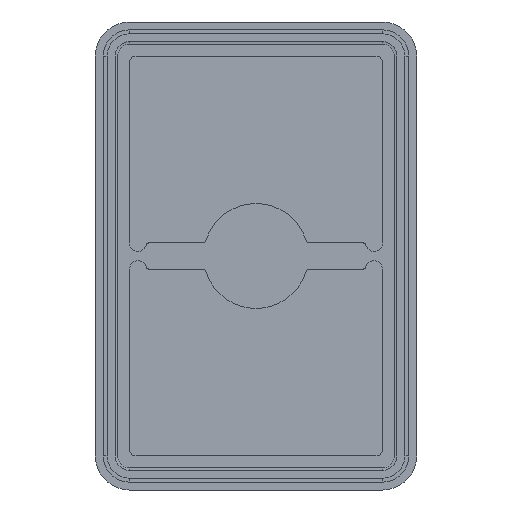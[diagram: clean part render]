
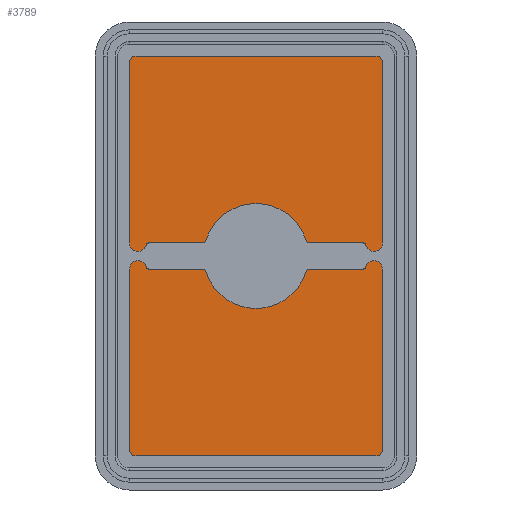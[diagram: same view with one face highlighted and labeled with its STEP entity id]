
A CAD part, front view. The second image highlights one B-rep face of the part: STEP entity #3789.
In plain terms, the highlighted planar face has unit normal (0, -1, 0).
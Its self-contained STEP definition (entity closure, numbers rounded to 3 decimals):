
#2 = EDGE_CURVE ( 'NONE', #618, #264, #835, .T. ) ;
#34 = VECTOR ( 'NONE', #295, 1000. ) ;
#133 = FACE_OUTER_BOUND ( 'NONE', #3779, .T. ) ;
#135 = CARTESIAN_POINT ( 'NONE',  ( -10.05, 0., 16.15 ) ) ;
#136 = VERTEX_POINT ( 'NONE', #4216 ) ;
#222 = EDGE_CURVE ( 'NONE', #535, #136, #394, .T. ) ;
#260 = DIRECTION ( 'NONE',  ( 0., 1., 0. ) ) ;
#264 = VERTEX_POINT ( 'NONE', #135 ) ;
#289 = CARTESIAN_POINT ( 'NONE',  ( 10.55, 0., 15.65 ) ) ;
#295 = DIRECTION ( 'NONE',  ( 0., 0., -1. ) ) ;
#297 = CARTESIAN_POINT ( 'NONE',  ( 10.05, 0., 16.15 ) ) ;
#330 = CIRCLE ( 'NONE', #344, 0.5 ) ;
#344 = AXIS2_PLACEMENT_3D ( 'NONE', #3172, #990, #3533 ) ;
#394 = LINE ( 'NONE', #4334, #3186 ) ;
#497 = ORIENTED_EDGE ( 'NONE', *, *, #2655, .T. ) ;
#533 = ORIENTED_EDGE ( 'NONE', *, *, #3055, .F. ) ;
#535 = VERTEX_POINT ( 'NONE', #3892 ) ;
#542 = AXIS2_PLACEMENT_3D ( 'NONE', #4320, #2153, #4685 ) ;
#574 = CARTESIAN_POINT ( 'NONE',  ( 10.05, 0., -16.15 ) ) ;
#618 = VERTEX_POINT ( 'NONE', #297 ) ;
#714 = ORIENTED_EDGE ( 'NONE', *, *, #1160, .F. ) ;
#770 = LINE ( 'NONE', #1687, #3333 ) ;
#809 = DIRECTION ( 'NONE',  ( 0., 0., -1. ) ) ;
#835 = LINE ( 'NONE', #4516, #4581 ) ;
#990 = DIRECTION ( 'NONE',  ( 0., -1., 0. ) ) ;
#1004 = LINE ( 'NONE', #2104, #34 ) ;
#1082 = PLANE ( 'NONE',  #2767 ) ;
#1105 = DIRECTION ( 'NONE',  ( 0., 0., -1. ) ) ;
#1160 = EDGE_CURVE ( 'NONE', #1218, #3438, #1004, .T. ) ;
#1218 = VERTEX_POINT ( 'NONE', #289 ) ;
#1687 = CARTESIAN_POINT ( 'NONE',  ( 10.05, 0., -16.15 ) ) ;
#1697 = EDGE_CURVE ( 'NONE', #3568, #3683, #770, .T. ) ;
#1735 = EDGE_CURVE ( 'NONE', #3438, #3568, #2214, .T. ) ;
#1905 = CARTESIAN_POINT ( 'NONE',  ( -10.05, 0., 15.65 ) ) ;
#1966 = EDGE_CURVE ( 'NONE', #1218, #618, #330, .T. ) ;
#2009 = ORIENTED_EDGE ( 'NONE', *, *, #1735, .F. ) ;
#2104 = CARTESIAN_POINT ( 'NONE',  ( 10.55, 0., 0. ) ) ;
#2113 = ORIENTED_EDGE ( 'NONE', *, *, #2, .T. ) ;
#2153 = DIRECTION ( 'NONE',  ( 0., -1., 0. ) ) ;
#2214 = CIRCLE ( 'NONE', #3216, 0.5 ) ;
#2273 = DIRECTION ( 'NONE',  ( 0., 0., -1. ) ) ;
#2314 = ORIENTED_EDGE ( 'NONE', *, *, #222, .T. ) ;
#2433 = CARTESIAN_POINT ( 'NONE',  ( 10.05, 0., -15.65 ) ) ;
#2450 = CARTESIAN_POINT ( 'NONE',  ( -10.05, 0., -16.15 ) ) ;
#2655 = EDGE_CURVE ( 'NONE', #136, #3683, #4443, .T. ) ;
#2692 = ORIENTED_EDGE ( 'NONE', *, *, #1697, .F. ) ;
#2767 = AXIS2_PLACEMENT_3D ( 'NONE', #2917, #3282, #1105 ) ;
#2802 = DIRECTION ( 'NONE',  ( 0., 0., 1. ) ) ;
#2917 = CARTESIAN_POINT ( 'NONE',  ( 10.05, 0., -15.65 ) ) ;
#2970 = CIRCLE ( 'NONE', #4118, 0.5 ) ;
#3055 = EDGE_CURVE ( 'NONE', #535, #264, #2970, .T. ) ;
#3172 = CARTESIAN_POINT ( 'NONE',  ( 10.05, 0., 15.65 ) ) ;
#3186 = VECTOR ( 'NONE', #809, 1000. ) ;
#3216 = AXIS2_PLACEMENT_3D ( 'NONE', #2433, #260, #2802 ) ;
#3282 = DIRECTION ( 'NONE',  ( 0., -1., 0. ) ) ;
#3333 = VECTOR ( 'NONE', #4228, 1000. ) ;
#3438 = VERTEX_POINT ( 'NONE', #3786 ) ;
#3533 = DIRECTION ( 'NONE',  ( 0., 0., -1. ) ) ;
#3568 = VERTEX_POINT ( 'NONE', #574 ) ;
#3683 = VERTEX_POINT ( 'NONE', #2450 ) ;
#3779 = EDGE_LOOP ( 'NONE', ( #2692, #2009, #714, #4622, #2113, #533, #2314, #497 ) ) ;
#3786 = CARTESIAN_POINT ( 'NONE',  ( 10.55, 0., -15.65 ) ) ;
#3789 = ADVANCED_FACE ( 'NONE', ( #133 ), #1082, .T. ) ;
#3792 = DIRECTION ( 'NONE',  ( -1., 0., 0. ) ) ;
#3892 = CARTESIAN_POINT ( 'NONE',  ( -10.55, 0., 15.65 ) ) ;
#4118 = AXIS2_PLACEMENT_3D ( 'NONE', #1905, #4439, #2273 ) ;
#4216 = CARTESIAN_POINT ( 'NONE',  ( -10.55, 0., -15.65 ) ) ;
#4228 = DIRECTION ( 'NONE',  ( -1., 0., 0. ) ) ;
#4320 = CARTESIAN_POINT ( 'NONE',  ( -10.05, 0., -15.65 ) ) ;
#4334 = CARTESIAN_POINT ( 'NONE',  ( -10.55, 0., 0. ) ) ;
#4439 = DIRECTION ( 'NONE',  ( 0., 1., 0. ) ) ;
#4443 = CIRCLE ( 'NONE', #542, 0.5 ) ;
#4516 = CARTESIAN_POINT ( 'NONE',  ( 10.05, 0., 16.15 ) ) ;
#4581 = VECTOR ( 'NONE', #3792, 1000. ) ;
#4622 = ORIENTED_EDGE ( 'NONE', *, *, #1966, .T. ) ;
#4685 = DIRECTION ( 'NONE',  ( 0., 0., 1. ) ) ;
